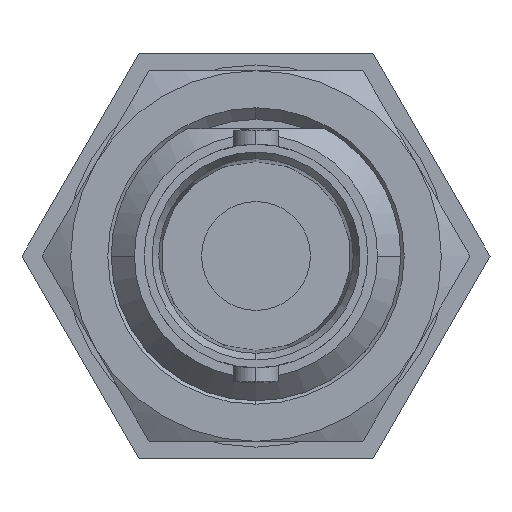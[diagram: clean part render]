
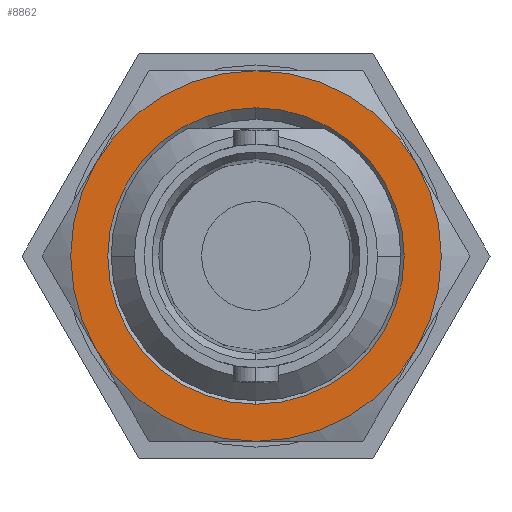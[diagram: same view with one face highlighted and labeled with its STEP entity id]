
A CAD part, left-side view. The second image highlights one B-rep face of the part: STEP entity #8862.
In plain terms, the highlighted planar face has unit normal (-1, 0, 0).
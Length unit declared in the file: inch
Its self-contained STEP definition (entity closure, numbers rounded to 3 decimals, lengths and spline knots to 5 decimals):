
#240 = ORIENTED_EDGE ( 'NONE', *, *, #848, .F. ) ;
#460 = VERTEX_POINT ( 'NONE', #9448 ) ;
#482 = FACE_OUTER_BOUND ( 'NONE', #9345, .T. ) ;
#702 = CARTESIAN_POINT ( 'NONE',  ( 0., 0., 0. ) ) ;
#755 = AXIS2_PLACEMENT_3D ( 'NONE', #1800, #4977, #5133 ) ;
#834 = DIRECTION ( 'NONE',  ( 0., 0., -1. ) ) ;
#848 = EDGE_CURVE ( 'NONE', #5197, #460, #3182, .T. ) ;
#855 = CIRCLE ( 'NONE', #5902, 0.31496 ) ;
#943 = ORIENTED_EDGE ( 'NONE', *, *, #6837, .F. ) ;
#997 = ORIENTED_EDGE ( 'NONE', *, *, #8328, .F. ) ;
#999 = AXIS2_PLACEMENT_3D ( 'NONE', #6468, #3150, #9810 ) ;
#1105 = CIRCLE ( 'NONE', #755, 0.31496 ) ;
#1140 = AXIS2_PLACEMENT_3D ( 'NONE', #9284, #4213, #834 ) ;
#1358 = EDGE_LOOP ( 'NONE', ( #240, #943 ) ) ;
#1409 = VERTEX_POINT ( 'NONE', #10056 ) ;
#1411 = ORIENTED_EDGE ( 'NONE', *, *, #2451, .F. ) ;
#1728 = DIRECTION ( 'NONE',  ( 0., 0., -1. ) ) ;
#1800 = CARTESIAN_POINT ( 'NONE',  ( 0., 0., 0. ) ) ;
#2191 = DIRECTION ( 'NONE',  ( 0., 0., -1. ) ) ;
#2286 = DIRECTION ( 'NONE',  ( 1., 0., 0. ) ) ;
#2336 = ORIENTED_EDGE ( 'NONE', *, *, #8841, .F. ) ;
#2451 = EDGE_CURVE ( 'NONE', #2981, #9300, #10410, .T. ) ;
#2527 = CIRCLE ( 'NONE', #1140, 0.31496 ) ;
#2981 = VERTEX_POINT ( 'NONE', #7538 ) ;
#2991 = CARTESIAN_POINT ( 'NONE',  ( 0., 0., 0. ) ) ;
#3146 = CARTESIAN_POINT ( 'NONE',  ( 0., 0., 0.31496 ) ) ;
#3150 = DIRECTION ( 'NONE',  ( 1., 0., 0. ) ) ;
#3182 = CIRCLE ( 'NONE', #8758, 0.25197 ) ;
#3664 = VERTEX_POINT ( 'NONE', #10572 ) ;
#3966 = AXIS2_PLACEMENT_3D ( 'NONE', #5879, #9210, #1728 ) ;
#4165 = VERTEX_POINT ( 'NONE', #4889 ) ;
#4213 = DIRECTION ( 'NONE',  ( 1., 0., 0. ) ) ;
#4475 = CARTESIAN_POINT ( 'NONE',  ( 0., 0., 0. ) ) ;
#4544 = DIRECTION ( 'NONE',  ( 0., 0., -1. ) ) ;
#4691 = DIRECTION ( 'NONE',  ( 0., 0., -1. ) ) ;
#4889 = CARTESIAN_POINT ( 'NONE',  ( 0., -0.27276, -0.15748 ) ) ;
#4932 = EDGE_CURVE ( 'NONE', #9300, #3664, #6751, .T. ) ;
#4977 = DIRECTION ( 'NONE',  ( 1., 0., 0. ) ) ;
#5099 = CARTESIAN_POINT ( 'NONE',  ( 0., 0., 0.25197 ) ) ;
#5133 = DIRECTION ( 'NONE',  ( 0., 0., -1. ) ) ;
#5197 = VERTEX_POINT ( 'NONE', #5099 ) ;
#5244 = VERTEX_POINT ( 'NONE', #9198 ) ;
#5315 = ORIENTED_EDGE ( 'NONE', *, *, #9734, .F. ) ;
#5435 = DIRECTION ( 'NONE',  ( -1., 0., 0. ) ) ;
#5879 = CARTESIAN_POINT ( 'NONE',  ( 0., 0., 0. ) ) ;
#5887 = ORIENTED_EDGE ( 'NONE', *, *, #4932, .F. ) ;
#5902 = AXIS2_PLACEMENT_3D ( 'NONE', #702, #2286, #4691 ) ;
#6168 = DIRECTION ( 'NONE',  ( 1., 0., 0. ) ) ;
#6312 = DIRECTION ( 'NONE',  ( 1., 0., 0. ) ) ;
#6468 = CARTESIAN_POINT ( 'NONE',  ( 0., 0., 0. ) ) ;
#6626 = EDGE_CURVE ( 'NONE', #5244, #2981, #2527, .T. ) ;
#6751 = CIRCLE ( 'NONE', #3966, 0.31496 ) ;
#6837 = EDGE_CURVE ( 'NONE', #460, #5197, #9834, .T. ) ;
#7140 = PLANE ( 'NONE',  #7298 ) ;
#7298 = AXIS2_PLACEMENT_3D ( 'NONE', #2991, #6312, #9654 ) ;
#7538 = CARTESIAN_POINT ( 'NONE',  ( 0., 0.27276, 0.15748 ) ) ;
#7806 = DIRECTION ( 'NONE',  ( 0., 0., -1. ) ) ;
#7831 = AXIS2_PLACEMENT_3D ( 'NONE', #8637, #6168, #4544 ) ;
#7966 = FACE_BOUND ( 'NONE', #1358, .T. ) ;
#8088 = AXIS2_PLACEMENT_3D ( 'NONE', #10696, #10593, #2191 ) ;
#8328 = EDGE_CURVE ( 'NONE', #4165, #1409, #9051, .T. ) ;
#8637 = CARTESIAN_POINT ( 'NONE',  ( 0., 0., 0. ) ) ;
#8748 = ORIENTED_EDGE ( 'NONE', *, *, #6626, .F. ) ;
#8758 = AXIS2_PLACEMENT_3D ( 'NONE', #4475, #5435, #7806 ) ;
#8841 = EDGE_CURVE ( 'NONE', #1409, #5244, #855, .T. ) ;
#8862 = ADVANCED_FACE ( 'NONE', ( #7966, #482 ), #7140, .F. ) ;
#9051 = CIRCLE ( 'NONE', #7831, 0.31496 ) ;
#9198 = CARTESIAN_POINT ( 'NONE',  ( 0., 0.27276, -0.15748 ) ) ;
#9210 = DIRECTION ( 'NONE',  ( 1., 0., 0. ) ) ;
#9284 = CARTESIAN_POINT ( 'NONE',  ( 0., 0., 0. ) ) ;
#9300 = VERTEX_POINT ( 'NONE', #3146 ) ;
#9345 = EDGE_LOOP ( 'NONE', ( #997, #5315, #5887, #1411, #8748, #2336 ) ) ;
#9448 = CARTESIAN_POINT ( 'NONE',  ( 0., 0., -0.25197 ) ) ;
#9654 = DIRECTION ( 'NONE',  ( 0., 0., -1. ) ) ;
#9734 = EDGE_CURVE ( 'NONE', #3664, #4165, #1105, .T. ) ;
#9810 = DIRECTION ( 'NONE',  ( 0., 0., -1. ) ) ;
#9834 = CIRCLE ( 'NONE', #8088, 0.25197 ) ;
#10056 = CARTESIAN_POINT ( 'NONE',  ( 0., 0., -0.31496 ) ) ;
#10410 = CIRCLE ( 'NONE', #999, 0.31496 ) ;
#10572 = CARTESIAN_POINT ( 'NONE',  ( 0., -0.27276, 0.15748 ) ) ;
#10593 = DIRECTION ( 'NONE',  ( -1., 0., 0. ) ) ;
#10696 = CARTESIAN_POINT ( 'NONE',  ( 0., 0., 0. ) ) ;
